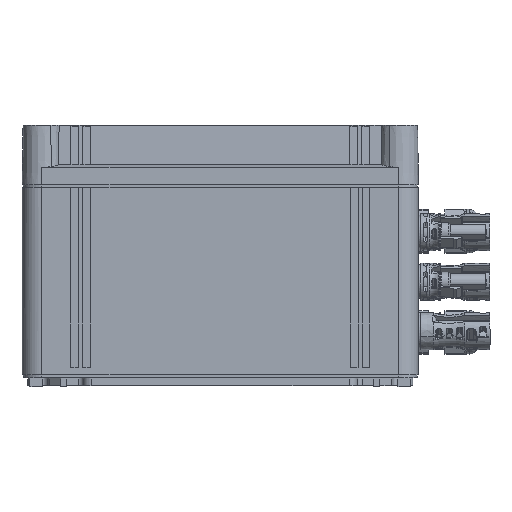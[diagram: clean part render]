
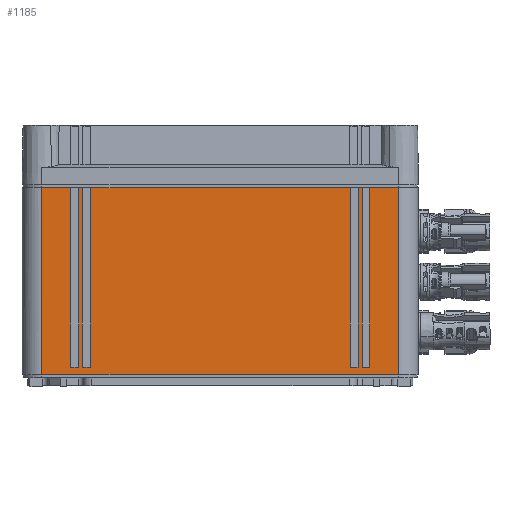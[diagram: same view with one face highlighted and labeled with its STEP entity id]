
A CAD part, left-side view. The second image highlights one B-rep face of the part: STEP entity #1185.
In plain terms, the highlighted planar face has unit normal (-1, 0, 0).
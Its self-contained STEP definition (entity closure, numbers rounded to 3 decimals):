
#1036=AXIS2_PLACEMENT_3D('Plane Axis2P3D',#1033,#1034,#1035) ;
#242=CARTESIAN_POINT('Vertex',(0.,46.025,100.5)) ;
#245=CARTESIAN_POINT('Line Origine',(0.,46.025,106.)) ;
#249=CARTESIAN_POINT('Vertex',(0.,46.025,6.)) ;
#303=CARTESIAN_POINT('Line Origine',(0.,136.025,6.)) ;
#307=CARTESIAN_POINT('Vertex',(0.,226.025,6.)) ;
#448=CARTESIAN_POINT('Vertex',(0.,226.025,100.5)) ;
#451=CARTESIAN_POINT('Line Origine',(0.,136.025,100.5)) ;
#1033=CARTESIAN_POINT('Axis2P3D Location',(0.,46.025,106.)) ;
#1038=CARTESIAN_POINT('Line Origine',(0.,226.025,53.25)) ;
#1049=CARTESIAN_POINT('Line Origine',(0.,209.525,10.)) ;
#1053=CARTESIAN_POINT('Vertex',(0.,211.525,10.)) ;
#1055=CARTESIAN_POINT('Vertex',(0.,207.525,10.)) ;
#1058=CARTESIAN_POINT('Line Origine',(0.,211.525,55.178)) ;
#1062=CARTESIAN_POINT('Vertex',(0.,211.525,100.356)) ;
#1065=CARTESIAN_POINT('Line Origine',(0.,209.525,100.356)) ;
#1069=CARTESIAN_POINT('Vertex',(0.,207.525,100.356)) ;
#1072=CARTESIAN_POINT('Line Origine',(0.,207.525,55.178)) ;
#1083=CARTESIAN_POINT('Line Origine',(0.,203.525,10.)) ;
#1087=CARTESIAN_POINT('Vertex',(0.,205.525,10.)) ;
#1089=CARTESIAN_POINT('Vertex',(0.,201.525,10.)) ;
#1092=CARTESIAN_POINT('Line Origine',(0.,205.525,55.178)) ;
#1096=CARTESIAN_POINT('Vertex',(0.,205.525,100.356)) ;
#1099=CARTESIAN_POINT('Line Origine',(0.,203.525,100.356)) ;
#1103=CARTESIAN_POINT('Vertex',(0.,201.525,100.356)) ;
#1106=CARTESIAN_POINT('Line Origine',(0.,201.525,55.178)) ;
#1117=CARTESIAN_POINT('Line Origine',(0.,68.525,10.)) ;
#1121=CARTESIAN_POINT('Vertex',(0.,70.525,10.)) ;
#1123=CARTESIAN_POINT('Vertex',(0.,66.525,10.)) ;
#1126=CARTESIAN_POINT('Line Origine',(0.,70.525,55.178)) ;
#1130=CARTESIAN_POINT('Vertex',(0.,70.525,100.356)) ;
#1133=CARTESIAN_POINT('Line Origine',(0.,68.525,100.356)) ;
#1137=CARTESIAN_POINT('Vertex',(0.,66.525,100.356)) ;
#1140=CARTESIAN_POINT('Line Origine',(0.,66.525,55.178)) ;
#1151=CARTESIAN_POINT('Line Origine',(0.,62.525,10.)) ;
#1155=CARTESIAN_POINT('Vertex',(0.,64.525,10.)) ;
#1157=CARTESIAN_POINT('Vertex',(0.,60.525,10.)) ;
#1160=CARTESIAN_POINT('Line Origine',(0.,64.525,55.178)) ;
#1164=CARTESIAN_POINT('Vertex',(0.,64.525,100.356)) ;
#1167=CARTESIAN_POINT('Line Origine',(0.,62.525,100.356)) ;
#1171=CARTESIAN_POINT('Vertex',(0.,60.525,100.356)) ;
#1174=CARTESIAN_POINT('Line Origine',(0.,60.525,55.178)) ;
#246=DIRECTION('Vector Direction',(0.,0.,-1.)) ;
#304=DIRECTION('Vector Direction',(0.,1.,0.)) ;
#452=DIRECTION('Vector Direction',(0.,-1.,0.)) ;
#1034=DIRECTION('Axis2P3D Direction',(-1.,0.,0.)) ;
#1035=DIRECTION('Axis2P3D XDirection',(0.,1.,0.)) ;
#1039=DIRECTION('Vector Direction',(0.,0.,1.)) ;
#1050=DIRECTION('Vector Direction',(0.,-1.,0.)) ;
#1059=DIRECTION('Vector Direction',(0.,0.,-1.)) ;
#1066=DIRECTION('Vector Direction',(0.,1.,0.)) ;
#1073=DIRECTION('Vector Direction',(0.,0.,1.)) ;
#1084=DIRECTION('Vector Direction',(0.,-1.,0.)) ;
#1093=DIRECTION('Vector Direction',(0.,0.,-1.)) ;
#1100=DIRECTION('Vector Direction',(0.,1.,0.)) ;
#1107=DIRECTION('Vector Direction',(0.,0.,1.)) ;
#1118=DIRECTION('Vector Direction',(0.,-1.,0.)) ;
#1127=DIRECTION('Vector Direction',(0.,0.,-1.)) ;
#1134=DIRECTION('Vector Direction',(0.,1.,0.)) ;
#1141=DIRECTION('Vector Direction',(0.,0.,1.)) ;
#1152=DIRECTION('Vector Direction',(0.,-1.,0.)) ;
#1161=DIRECTION('Vector Direction',(0.,0.,-1.)) ;
#1168=DIRECTION('Vector Direction',(0.,1.,0.)) ;
#1175=DIRECTION('Vector Direction',(0.,0.,1.)) ;
#247=VECTOR('Line Direction',#246,1.) ;
#305=VECTOR('Line Direction',#304,1.) ;
#453=VECTOR('Line Direction',#452,1.) ;
#1040=VECTOR('Line Direction',#1039,1.) ;
#1051=VECTOR('Line Direction',#1050,1.) ;
#1060=VECTOR('Line Direction',#1059,1.) ;
#1067=VECTOR('Line Direction',#1066,1.) ;
#1074=VECTOR('Line Direction',#1073,1.) ;
#1085=VECTOR('Line Direction',#1084,1.) ;
#1094=VECTOR('Line Direction',#1093,1.) ;
#1101=VECTOR('Line Direction',#1100,1.) ;
#1108=VECTOR('Line Direction',#1107,1.) ;
#1119=VECTOR('Line Direction',#1118,1.) ;
#1128=VECTOR('Line Direction',#1127,1.) ;
#1135=VECTOR('Line Direction',#1134,1.) ;
#1142=VECTOR('Line Direction',#1141,1.) ;
#1153=VECTOR('Line Direction',#1152,1.) ;
#1162=VECTOR('Line Direction',#1161,1.) ;
#1169=VECTOR('Line Direction',#1168,1.) ;
#1176=VECTOR('Line Direction',#1175,1.) ;
#1044=ORIENTED_EDGE('',*,*,#1042,.T.) ;
#1045=ORIENTED_EDGE('',*,*,#309,.F.) ;
#1046=ORIENTED_EDGE('',*,*,#251,.F.) ;
#1047=ORIENTED_EDGE('',*,*,#455,.F.) ;
#1078=ORIENTED_EDGE('',*,*,#1057,.F.) ;
#1079=ORIENTED_EDGE('',*,*,#1064,.F.) ;
#1080=ORIENTED_EDGE('',*,*,#1071,.F.) ;
#1081=ORIENTED_EDGE('',*,*,#1076,.F.) ;
#1112=ORIENTED_EDGE('',*,*,#1091,.F.) ;
#1113=ORIENTED_EDGE('',*,*,#1098,.F.) ;
#1114=ORIENTED_EDGE('',*,*,#1105,.F.) ;
#1115=ORIENTED_EDGE('',*,*,#1110,.F.) ;
#1146=ORIENTED_EDGE('',*,*,#1125,.F.) ;
#1147=ORIENTED_EDGE('',*,*,#1132,.F.) ;
#1148=ORIENTED_EDGE('',*,*,#1139,.F.) ;
#1149=ORIENTED_EDGE('',*,*,#1144,.F.) ;
#1180=ORIENTED_EDGE('',*,*,#1159,.F.) ;
#1181=ORIENTED_EDGE('',*,*,#1166,.F.) ;
#1182=ORIENTED_EDGE('',*,*,#1173,.F.) ;
#1183=ORIENTED_EDGE('',*,*,#1178,.F.) ;
#1082=FACE_BOUND('',#1077,.T.) ;
#1116=FACE_BOUND('',#1111,.T.) ;
#1150=FACE_BOUND('',#1145,.T.) ;
#1184=FACE_BOUND('',#1179,.T.) ;
#1185=ADVANCED_FACE('GEHAEUSEUNTERTEIL',(#1048,#1082,#1116,#1150,#1184),#1037,.T.) ;
#251=EDGE_CURVE('',#243,#250,#248,.T.) ;
#309=EDGE_CURVE('',#250,#308,#306,.T.) ;
#455=EDGE_CURVE('',#449,#243,#454,.T.) ;
#1042=EDGE_CURVE('',#449,#308,#1041,.F.) ;
#1057=EDGE_CURVE('',#1054,#1056,#1052,.T.) ;
#1064=EDGE_CURVE('',#1063,#1054,#1061,.T.) ;
#1071=EDGE_CURVE('',#1070,#1063,#1068,.T.) ;
#1076=EDGE_CURVE('',#1056,#1070,#1075,.T.) ;
#1091=EDGE_CURVE('',#1088,#1090,#1086,.T.) ;
#1098=EDGE_CURVE('',#1097,#1088,#1095,.T.) ;
#1105=EDGE_CURVE('',#1104,#1097,#1102,.T.) ;
#1110=EDGE_CURVE('',#1090,#1104,#1109,.T.) ;
#1125=EDGE_CURVE('',#1122,#1124,#1120,.T.) ;
#1132=EDGE_CURVE('',#1131,#1122,#1129,.T.) ;
#1139=EDGE_CURVE('',#1138,#1131,#1136,.T.) ;
#1144=EDGE_CURVE('',#1124,#1138,#1143,.T.) ;
#1159=EDGE_CURVE('',#1156,#1158,#1154,.T.) ;
#1166=EDGE_CURVE('',#1165,#1156,#1163,.T.) ;
#1173=EDGE_CURVE('',#1172,#1165,#1170,.T.) ;
#1178=EDGE_CURVE('',#1158,#1172,#1177,.T.) ;
#1043=EDGE_LOOP('',(#1044,#1045,#1046,#1047)) ;
#1077=EDGE_LOOP('',(#1078,#1079,#1080,#1081)) ;
#1111=EDGE_LOOP('',(#1112,#1113,#1114,#1115)) ;
#1145=EDGE_LOOP('',(#1146,#1147,#1148,#1149)) ;
#1179=EDGE_LOOP('',(#1180,#1181,#1182,#1183)) ;
#1048=FACE_OUTER_BOUND('',#1043,.T.) ;
#248=LINE('Line',#245,#247) ;
#306=LINE('Line',#303,#305) ;
#454=LINE('Line',#451,#453) ;
#1041=LINE('Line',#1038,#1040) ;
#1052=LINE('Line',#1049,#1051) ;
#1061=LINE('Line',#1058,#1060) ;
#1068=LINE('Line',#1065,#1067) ;
#1075=LINE('Line',#1072,#1074) ;
#1086=LINE('Line',#1083,#1085) ;
#1095=LINE('Line',#1092,#1094) ;
#1102=LINE('Line',#1099,#1101) ;
#1109=LINE('Line',#1106,#1108) ;
#1120=LINE('Line',#1117,#1119) ;
#1129=LINE('Line',#1126,#1128) ;
#1136=LINE('Line',#1133,#1135) ;
#1143=LINE('Line',#1140,#1142) ;
#1154=LINE('Line',#1151,#1153) ;
#1163=LINE('Line',#1160,#1162) ;
#1170=LINE('Line',#1167,#1169) ;
#1177=LINE('Line',#1174,#1176) ;
#1037=PLANE('',#1036) ;
#243=VERTEX_POINT('',#242) ;
#250=VERTEX_POINT('',#249) ;
#308=VERTEX_POINT('',#307) ;
#449=VERTEX_POINT('',#448) ;
#1054=VERTEX_POINT('',#1053) ;
#1056=VERTEX_POINT('',#1055) ;
#1063=VERTEX_POINT('',#1062) ;
#1070=VERTEX_POINT('',#1069) ;
#1088=VERTEX_POINT('',#1087) ;
#1090=VERTEX_POINT('',#1089) ;
#1097=VERTEX_POINT('',#1096) ;
#1104=VERTEX_POINT('',#1103) ;
#1122=VERTEX_POINT('',#1121) ;
#1124=VERTEX_POINT('',#1123) ;
#1131=VERTEX_POINT('',#1130) ;
#1138=VERTEX_POINT('',#1137) ;
#1156=VERTEX_POINT('',#1155) ;
#1158=VERTEX_POINT('',#1157) ;
#1165=VERTEX_POINT('',#1164) ;
#1172=VERTEX_POINT('',#1171) ;
